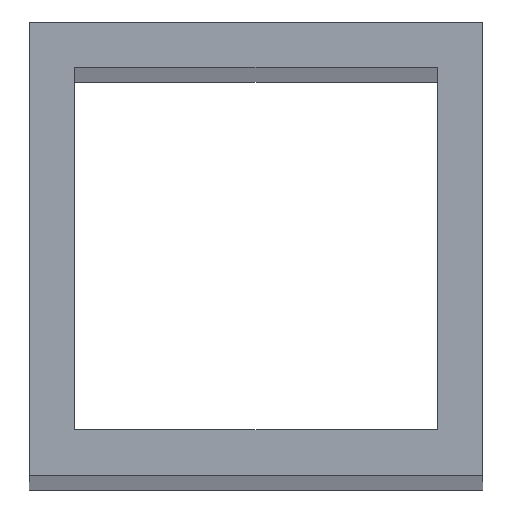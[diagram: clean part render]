
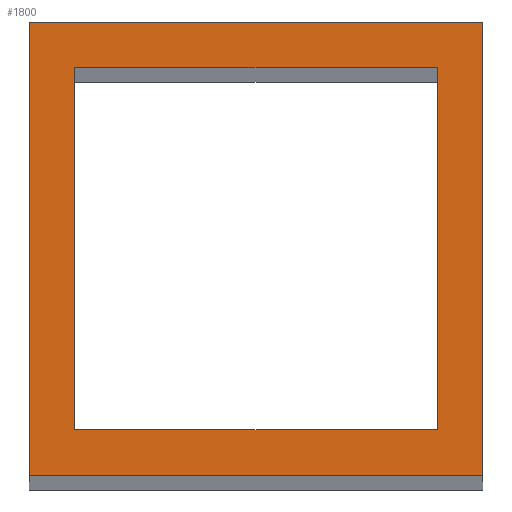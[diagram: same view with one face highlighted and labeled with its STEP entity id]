
A CAD part, top view. The second image highlights one B-rep face of the part: STEP entity #1800.
In plain terms, the highlighted planar face has unit normal (0, 0, 1).
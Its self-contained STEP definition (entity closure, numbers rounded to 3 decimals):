
#22 = LINE ( 'NONE', #1167, #1004 ) ;
#63 = CARTESIAN_POINT ( 'NONE',  ( 20., 715., 187.5 ) ) ;
#184 = VECTOR ( 'NONE', #698, 1000. ) ;
#328 = CARTESIAN_POINT ( 'NONE',  ( 38., 0., 187.5 ) ) ;
#375 = VECTOR ( 'NONE', #1463, 1000. ) ;
#401 = VERTEX_POINT ( 'NONE', #558 ) ;
#437 = ORIENTED_EDGE ( 'NONE', *, *, #887, .T. ) ;
#460 = PLANE ( 'NONE',  #1678 ) ;
#481 = VERTEX_POINT ( 'NONE', #789 ) ;
#484 = VECTOR ( 'NONE', #1034, 1000. ) ;
#499 = EDGE_LOOP ( 'NONE', ( #1021, #864, #1088, #1293 ) ) ;
#503 = CARTESIAN_POINT ( 'NONE',  ( 40., 0., 187.5 ) ) ;
#519 = CARTESIAN_POINT ( 'NONE',  ( 38., 713., 187.5 ) ) ;
#558 = CARTESIAN_POINT ( 'NONE',  ( 40., 695., 187.5 ) ) ;
#566 = EDGE_CURVE ( 'NONE', #868, #401, #857, .T. ) ;
#567 = ORIENTED_EDGE ( 'NONE', *, *, #566, .T. ) ;
#616 = LINE ( 'NONE', #1297, #375 ) ;
#645 = CARTESIAN_POINT ( 'NONE',  ( 0., 0., 187.5 ) ) ;
#651 = VECTOR ( 'NONE', #870, 1000. ) ;
#693 = EDGE_CURVE ( 'NONE', #481, #1248, #1869, .T. ) ;
#698 = DIRECTION ( 'NONE',  ( 0., 1., 0. ) ) ;
#789 = CARTESIAN_POINT ( 'NONE',  ( 22., 697., 187.5 ) ) ;
#839 = VERTEX_POINT ( 'NONE', #1439 ) ;
#857 = LINE ( 'NONE', #1726, #651 ) ;
#864 = ORIENTED_EDGE ( 'NONE', *, *, #1940, .F. ) ;
#866 = CARTESIAN_POINT ( 'NONE',  ( 0., 715., 187.5 ) ) ;
#868 = VERTEX_POINT ( 'NONE', #1403 ) ;
#870 = DIRECTION ( 'NONE',  ( 1., 0., 0. ) ) ;
#887 = EDGE_CURVE ( 'NONE', #1692, #868, #616, .T. ) ;
#955 = FACE_BOUND ( 'NONE', #499, .T. ) ;
#983 = CARTESIAN_POINT ( 'NONE',  ( 22., 713., 187.5 ) ) ;
#1004 = VECTOR ( 'NONE', #1515, 1000. ) ;
#1021 = ORIENTED_EDGE ( 'NONE', *, *, #1336, .F. ) ;
#1034 = DIRECTION ( 'NONE',  ( 1., 0., 0. ) ) ;
#1037 = EDGE_CURVE ( 'NONE', #1045, #481, #22, .T. ) ;
#1045 = VERTEX_POINT ( 'NONE', #983 ) ;
#1056 = EDGE_LOOP ( 'NONE', ( #437, #567, #1323, #1117 ) ) ;
#1058 = CARTESIAN_POINT ( 'NONE',  ( 38., 697., 187.5 ) ) ;
#1088 = ORIENTED_EDGE ( 'NONE', *, *, #693, .F. ) ;
#1117 = ORIENTED_EDGE ( 'NONE', *, *, #1220, .F. ) ;
#1167 = CARTESIAN_POINT ( 'NONE',  ( 22., 0., 187.5 ) ) ;
#1220 = EDGE_CURVE ( 'NONE', #1692, #839, #2053, .T. ) ;
#1248 = VERTEX_POINT ( 'NONE', #1058 ) ;
#1280 = VECTOR ( 'NONE', #2060, 1000. ) ;
#1293 = ORIENTED_EDGE ( 'NONE', *, *, #1037, .F. ) ;
#1297 = CARTESIAN_POINT ( 'NONE',  ( 20., 0., 187.5 ) ) ;
#1310 = DIRECTION ( 'NONE',  ( 0., 0., 1. ) ) ;
#1323 = ORIENTED_EDGE ( 'NONE', *, *, #1398, .T. ) ;
#1336 = EDGE_CURVE ( 'NONE', #1957, #1045, #2033, .T. ) ;
#1377 = LINE ( 'NONE', #503, #184 ) ;
#1385 = VECTOR ( 'NONE', #2066, 1000. ) ;
#1398 = EDGE_CURVE ( 'NONE', #401, #839, #1377, .T. ) ;
#1403 = CARTESIAN_POINT ( 'NONE',  ( 20., 695., 187.5 ) ) ;
#1439 = CARTESIAN_POINT ( 'NONE',  ( 40., 715., 187.5 ) ) ;
#1463 = DIRECTION ( 'NONE',  ( 0., -1., 0. ) ) ;
#1487 = DIRECTION ( 'NONE',  ( 0., 1., 0. ) ) ;
#1508 = LINE ( 'NONE', #328, #1997 ) ;
#1515 = DIRECTION ( 'NONE',  ( 0., -1., 0. ) ) ;
#1678 = AXIS2_PLACEMENT_3D ( 'NONE', #645, #1310, #1990 ) ;
#1692 = VERTEX_POINT ( 'NONE', #63 ) ;
#1726 = CARTESIAN_POINT ( 'NONE',  ( 0., 695., 187.5 ) ) ;
#1747 = CARTESIAN_POINT ( 'NONE',  ( 0., 713., 187.5 ) ) ;
#1800 = ADVANCED_FACE ( 'NONE', ( #955, #2146 ), #460, .T. ) ;
#1869 = LINE ( 'NONE', #1896, #1280 ) ;
#1896 = CARTESIAN_POINT ( 'NONE',  ( 0., 697., 187.5 ) ) ;
#1940 = EDGE_CURVE ( 'NONE', #1248, #1957, #1508, .T. ) ;
#1957 = VERTEX_POINT ( 'NONE', #519 ) ;
#1990 = DIRECTION ( 'NONE',  ( 1., 0., 0. ) ) ;
#1997 = VECTOR ( 'NONE', #1487, 1000. ) ;
#2033 = LINE ( 'NONE', #1747, #1385 ) ;
#2053 = LINE ( 'NONE', #866, #484 ) ;
#2060 = DIRECTION ( 'NONE',  ( 1., 0., 0. ) ) ;
#2066 = DIRECTION ( 'NONE',  ( -1., 0., 0. ) ) ;
#2146 = FACE_OUTER_BOUND ( 'NONE', #1056, .T. ) ;
